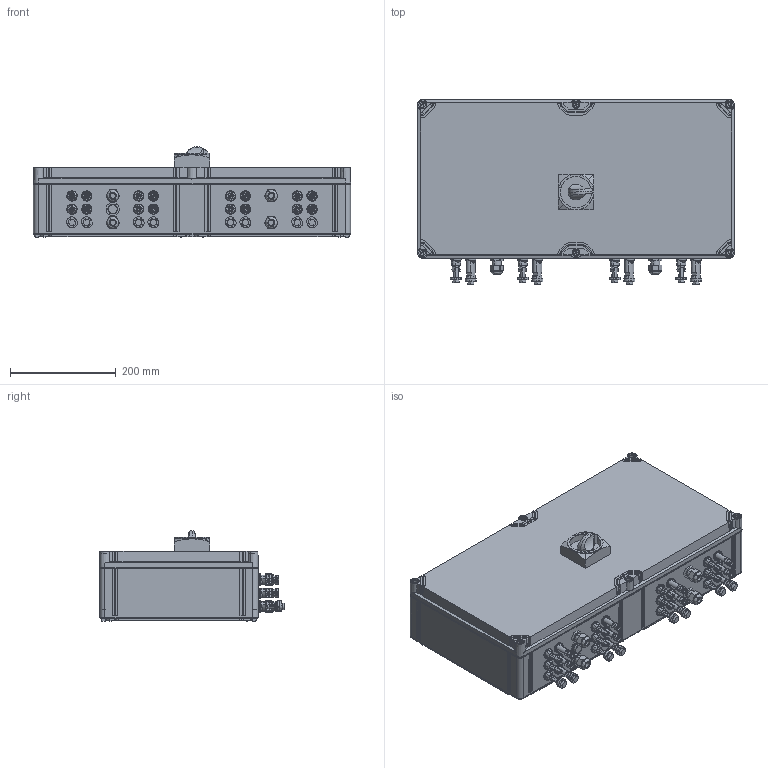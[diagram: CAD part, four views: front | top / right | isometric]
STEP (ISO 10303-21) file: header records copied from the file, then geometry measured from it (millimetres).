
FILE_DESCRIPTION(('CATIA V5 STEP Exchange','CAx-IF Rec.Pracs.--- Model Styling and Organization---1.5--- 2016-08-15','CAx-IF Rec.Pracs.---Supplemental Geometry---1.0---2011-11-01','CAx-IF Rec.Pracs.--- Composite Materials ---1.1---2010-07-15'),'2;1');
FILE_NAME ('D1408312_3', '2025-04-07T08:02:39+00:00', ('none'), ('Weidmueller'), 'CATIA Version 5-6 Release 2022 SP4 HF5', 'CATIA V5 STEP AP214 v3', 'none');
FILE_SCHEMA(('AUTOMOTIVE_DESIGN { 1 0 10303 214 1 1 1 1 }'));
Products named in the file (1): S3D_PVN_DC_3IF_3O_2MPP_SW_SPD1R_WM4
Bounding box: 600 x 349.45 x 171.1 mm (x, y, z)
Volume: 23360466.7 mm3; surface area: 719320 mm2
Topology: 1 solids, 1 shells, 3328 faces, 10105 edges, 6968 vertices
Faces by surface type: plane 1827, cylinder 1065, cone 312, sphere 38, bspline 32, revolution 26, extrusion 24, torus 4
Entity records: 117373 total; most frequent: CARTESIAN_POINT 31965, ORIENTED_EDGE 20200, DIRECTION 12034, EDGE_CURVE 10100, VERTEX_POINT 6968, VECTOR 5019, LINE 4995, AXIS2_PLACEMENT_3D 4829
